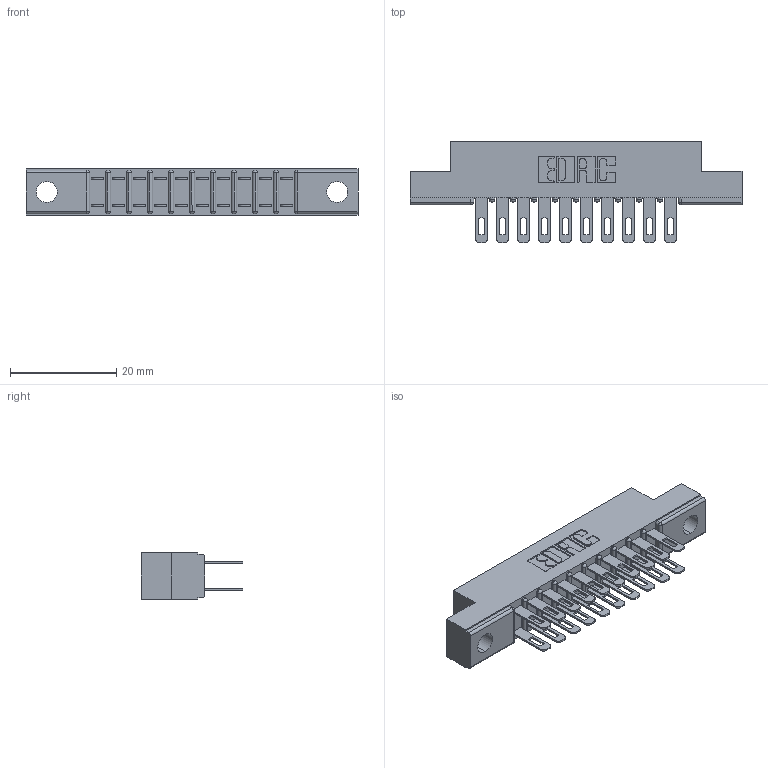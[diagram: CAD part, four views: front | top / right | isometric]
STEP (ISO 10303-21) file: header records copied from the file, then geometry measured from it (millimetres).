
FILE_DESCRIPTION (( 'STEP AP203' ), '1' );
FILE_NAME ('307-020-500-202.STEP', '2019-09-05T20:22:44', ( '' ), ( '' ), 'SwSTEP 2.0', 'SolidWorks 2016', '' );
FILE_SCHEMA (( 'CONFIG_CONTROL_DESIGN' ));
Length unit declared in the file: inch
Products named in the file (3): 307-290-001_500; 307 Part_.128 Dia Mounting Holes; 307-020-500-202
Assembly tree (21 placements, depth 2):
  307-020-500-202
    307 Part_.128 Dia Mounting Holes
    307-290-001_500  x20
Bounding box: 62.64 x 19.18 x 8.71 mm (x, y, z)
Volume: 4067.9 mm3; surface area: 6723.8 mm2
Topology: 21 solids, 21 shells, 1049 faces, 2923 edges, 1890 vertices
Faces by surface type: plane 670, cylinder 357, sphere 22
Entity records: 12814 total; most frequent: CARTESIAN_POINT 2102, ORIENTED_EDGE 2078, DIRECTION 2075, EDGE_CURVE 1039, VECTOR 781, LINE 781, VERTEX_POINT 674, AXIS2_PLACEMENT_3D 647
